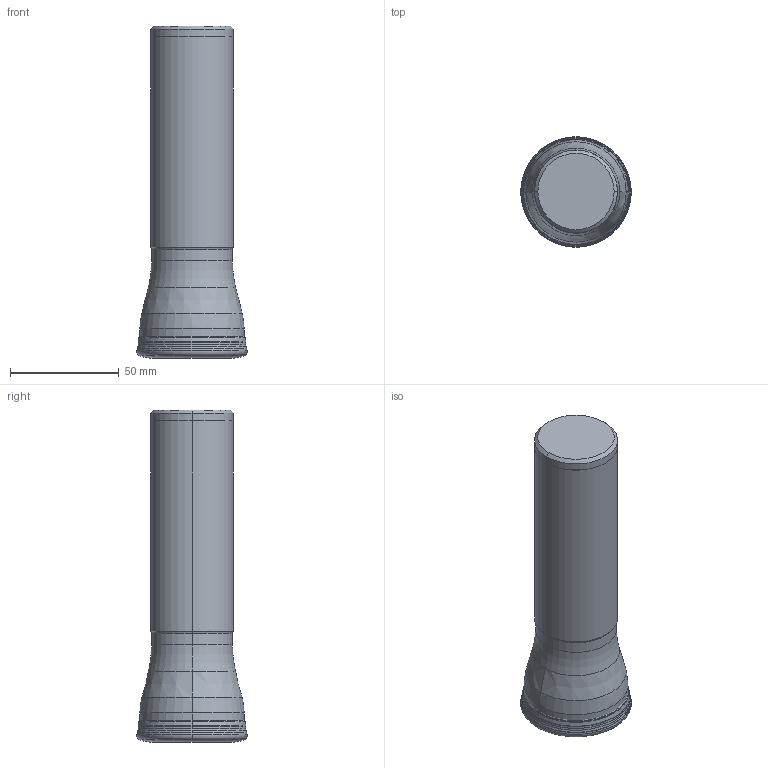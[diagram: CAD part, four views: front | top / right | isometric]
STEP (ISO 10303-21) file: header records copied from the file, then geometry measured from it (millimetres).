
FILE_DESCRIPTION(/* description */ (''),/* implementation_level */ '2;1');
FILE_NAME(/* name */ 'AJXU14R323WA24S_IR0_079.stp',/* time_stamp */ '2023-03-06T11:28:43+09:00',/* author */ (''),/* organization */ (''),/* preprocessor_version */ 'ST-DEVELOPER v16',/* originating_system */ 'SIEMENS PLM Software NX 10.0',/* authorisation */ '');
FILE_SCHEMA (('AUTOMOTIVE_DESIGN { 1 0 10303 214 3 1 1 1 }'));
Length unit declared in the file: millimetre
Products named in the file (1): AJXU14R323WA24S_IR0_079_ASM_3_ASM
Bounding box: 50.8 x 50.8 x 152.4 mm (x, y, z)
Volume: 206339.4 mm3; surface area: 27287.3 mm2
Topology: 2 solids, 2 shells, 131 faces, 315 edges, 233 vertices
Faces by surface type: torus 56, revolution 34, cone 20, cylinder 10, bspline 6, plane 5
Entity records: 4683 total; most frequent: CARTESIAN_POINT 1469, DIRECTION 711, ORIENTED_EDGE 544, AXIS2_PLACEMENT_3D 322, EDGE_CURVE 272, CIRCLE 223, VERTEX_POINT 146, EDGE_LOOP 134
